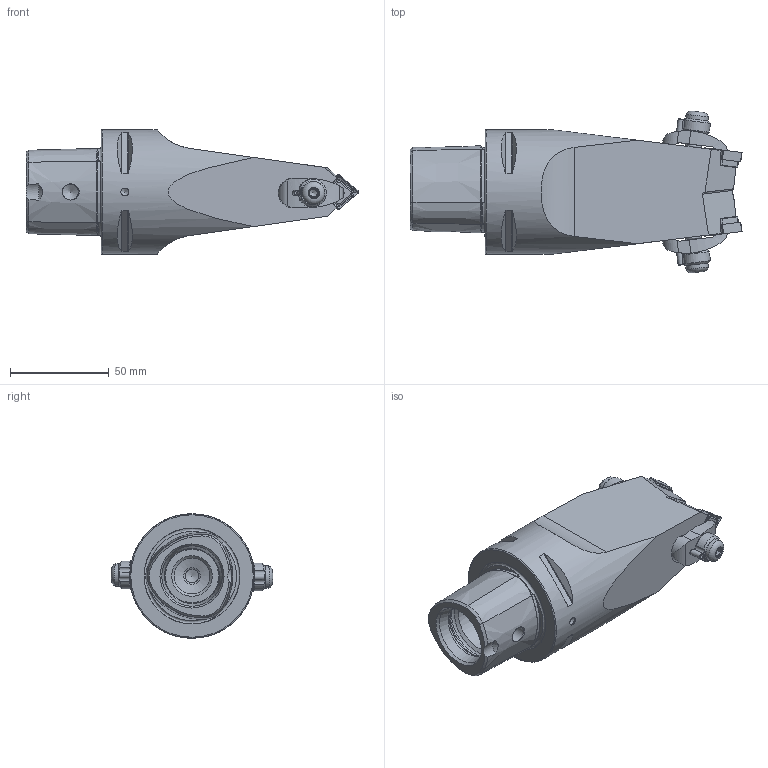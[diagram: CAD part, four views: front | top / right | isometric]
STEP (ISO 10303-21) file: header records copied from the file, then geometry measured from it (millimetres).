
FILE_DESCRIPTION (( 'STEP AP214' ), '1' );
FILE_NAME ('PS6.KCD.NDD.130.STEP', '2019-11-04T15:09:47', ( '' ), ( '' ), 'SwSTEP 2.0', 'SolidWorks 2017', '' );
FILE_SCHEMA (( 'AUTOMOTIVE_DESIGN' ));
Length unit declared in the file: millimetre
Products named in the file (10): PS6.KCD.NDD.130; WCC-ER5.102.005_A; WCC-ER3.102.024_C; WCC-ER5.102.012_B; CNMG120404; WCC-ER2.001.010_A; WCC-ER4.103.032_A; WCD-ER2.101.003_A; ISO 13337 - 3 x 12_PreviewCfg; PS6-KCD.NDD.130_A
Assembly tree (17 placements, depth 2):
  PS6.KCD.NDD.130
    PS6-KCD.NDD.130_A
    CNMG120404  x2
    WCD-ER2.101.003_A  x2
    WCC-ER2.001.010_A  x2
    WCC-ER3.102.024_C  x2
    WCC-ER4.103.032_A  x2
    WCC-ER5.102.005_A  x2
    WCC-ER5.102.012_B  x2
    ISO 13337 - 3 x 12_PreviewCfg  x2
Bounding box: 168 x 81.86 x 63 mm (x, y, z)
Volume: 290664.6 mm3; surface area: 48223.4 mm2
Topology: 17 solids, 17 shells, 488 faces, 1208 edges, 751 vertices
Faces by surface type: plane 174, cylinder 147, cone 107, torus 36, bspline 24
Full cylindrical faces by diameter (mm): 2 x6, 3 x4, 4 x1, 4.2 x4, 5 x4, 5.16 x2, 6 x2, 6.2 x8, 6.4 x2, 6.8 x3, 7 x6, 8.1 x2, 8.4 x1, 8.5 x2, 11.5 x2, 18 x1, 28 x2, 32 x1, 63 x1
Entity records: 10701 total; most frequent: CARTESIAN_POINT 3378, DIRECTION 1390, ORIENTED_EDGE 1340, EDGE_CURVE 670, AXIS2_PLACEMENT_3D 556, VERTEX_POINT 460, EDGE_LOOP 428, FACE_OUTER_BOUND 367
